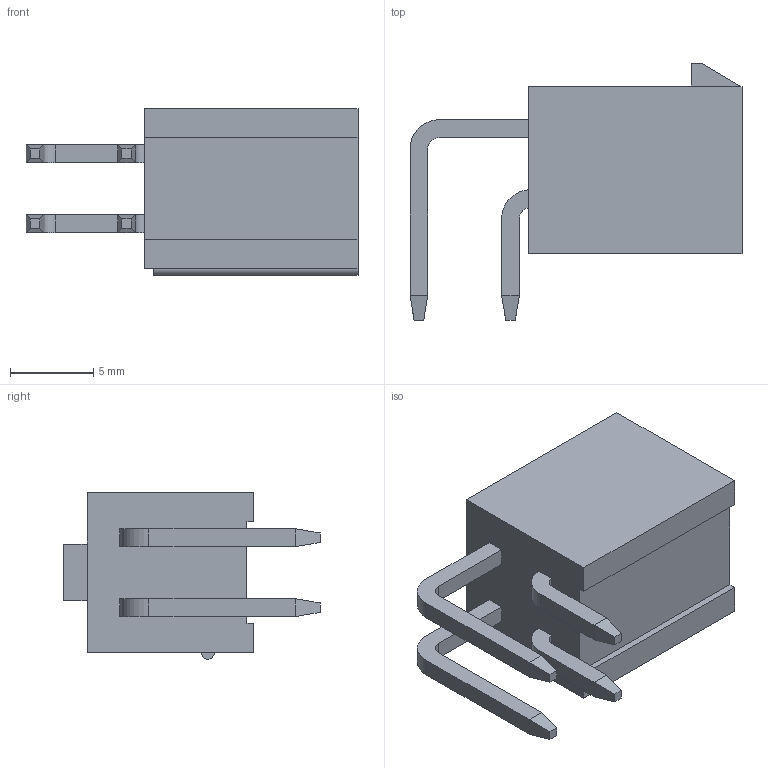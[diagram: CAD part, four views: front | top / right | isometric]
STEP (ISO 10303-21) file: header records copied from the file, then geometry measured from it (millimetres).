
FILE_DESCRIPTION(('STEP AP242'),'1');
FILE_NAME('0353180420.stp','2024-12-04T07:54:08',('TraceParts'),('TraceParts S.A.'),'Spatial InterOp 3D',' ',' ');
FILE_SCHEMA(('AP242_MANAGED_MODEL_BASED_3D_ENGINEERING_MIM_LF {1 0 10303 442 1 1 4}'));
Length unit declared in the file: millimetre
Products named in the file (1): 0353180420_1
Bounding box: 19.93 x 15.4 x 10 mm (x, y, z)
Volume: 831.4 mm3; surface area: 1511.1 mm2
Topology: 1 solids, 1 shells, 126 faces, 310 edges, 206 vertices
Faces by surface type: plane 116, cylinder 10
Entity records: 3640 total; most frequent: CARTESIAN_POINT 628, ORIENTED_EDGE 604, DIRECTION 594, EDGE_CURVE 302, LINE 282, VECTOR 282, VERTEX_POINT 190, AXIS2_PLACEMENT_3D 156
